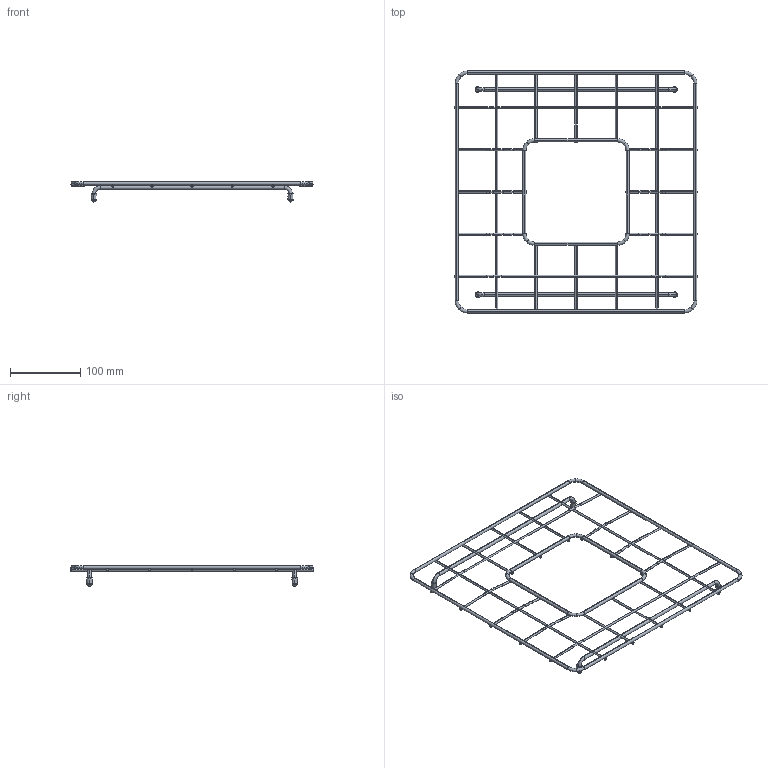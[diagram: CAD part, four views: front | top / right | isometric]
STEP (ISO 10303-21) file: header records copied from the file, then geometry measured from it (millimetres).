
FILE_DESCRIPTION((''),'2;1');
FILE_NAME('2300-2009_TD_ASM','2021-10-13T',('timv'),(''),'CREO PARAMETRIC BY PTC INC, 2015080','CREO PARAMETRIC BY PTC INC, 2015080','');
FILE_SCHEMA(('CONFIG_CONTROL_DESIGN'));
Length unit declared in the file: millimetre
Products named in the file (19): CAN15C8F595TW88_3; CAN15C8F595TW88_4; CAN15C8F595TW88_5; CAN15C8F595TW88_7; CAN15C8F595TW88_12; CAN15C8F595TW88_13; CAN15C8F595TW88_14; CAN15C8F595TW88_15; CAN15C8F595TW88_16; CAN15C8F595TW88_17; CAN15C8F595TW88_18; CAN15C8F595TW88_20; CAN15C8F595TW88_21; CAN15C8F595TW88_22; GL-280; GLF-100; CAN15C8F595TW88_ASM; CAN13C08971A4U9_8_; 2300-2009_TD_ASM
Assembly tree (26 placements, depth 3):
  2300-2009_TD_ASM
    CAN15C8F595TW88_ASM
      CAN15C8F595TW88_3
      CAN15C8F595TW88_4
      CAN15C8F595TW88_5
      CAN15C8F595TW88_7
      CAN15C8F595TW88_12
      CAN15C8F595TW88_13
      CAN15C8F595TW88_14
      CAN15C8F595TW88_15
      CAN15C8F595TW88_16
      CAN15C8F595TW88_17
      CAN15C8F595TW88_18  x4
      CAN15C8F595TW88_20
      CAN15C8F595TW88_21
      CAN15C8F595TW88_22
      GL-280  x2
      GLF-100  x4
    CAN13C08971A4U9_8_  x2
Bounding box: 344.4 x 344.4 x 29.4 mm (x, y, z)
Volume: 66695.5 mm3; surface area: 65824.9 mm2
Topology: 25 solids, 25 shells, 264 faces, 534 edges, 312 vertices
Faces by surface type: torus 104, cylinder 82, plane 46, cone 24, sphere 8
Entity records: 6240 total; most frequent: DIRECTION 1278, CARTESIAN_POINT 1131, ORIENTED_EDGE 852, AXIS2_PLACEMENT_3D 602, EDGE_CURVE 426, CIRCLE 328, VERTEX_POINT 251, EDGE_LOOP 207
